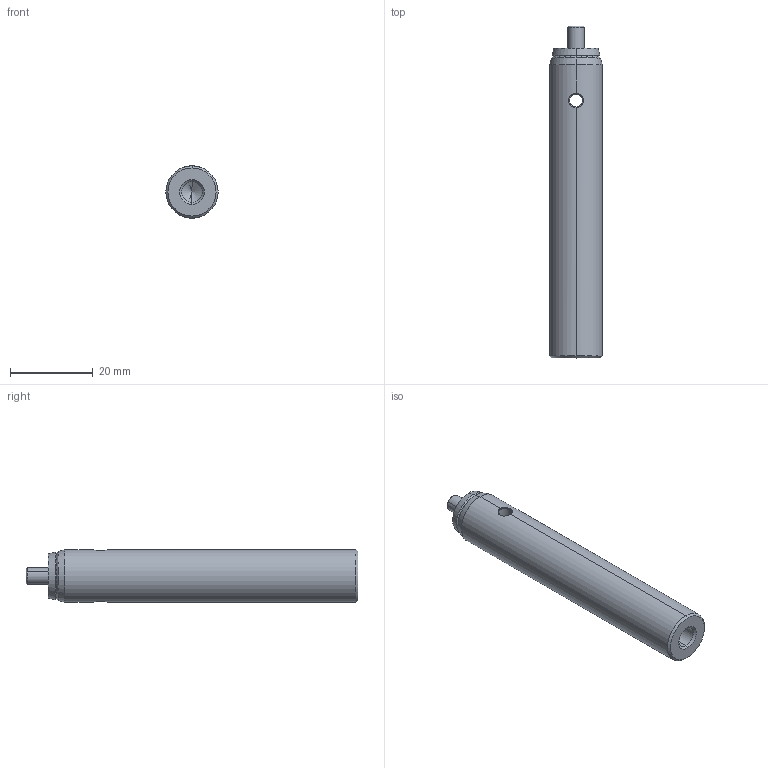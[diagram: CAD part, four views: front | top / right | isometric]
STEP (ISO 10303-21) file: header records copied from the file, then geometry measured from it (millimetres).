
FILE_DESCRIPTION (( 'STEP AP203' ), '1' );
FILE_NAME ('0332-E0W.STEP', '2011-06-13T18:23:49', ( 'Admin' ), ( 'Thorlabs, Inc.' ), 'SwSTEP 2.0', 'SolidWorks 2011', '' );
FILE_SCHEMA (( 'CONFIG_CONTROL_DESIGN' ));
Length unit declared in the file: inch
Products named in the file (1): 0332-E0W
Bounding box: 12.67 x 80.34 x 12.67 mm (x, y, z)
Volume: 9119.2 mm3; surface area: 3742.8 mm2
Topology: 2 solids, 2 shells, 53 faces, 118 edges, 66 vertices
Faces by surface type: cone 22, plane 17, cylinder 10, bspline 4
Entity records: 1767 total; most frequent: CARTESIAN_POINT 562, DIRECTION 232, ORIENTED_EDGE 228, EDGE_CURVE 114, AXIS2_PLACEMENT_3D 84, VERTEX_POINT 66, VECTOR 64, LINE 64
